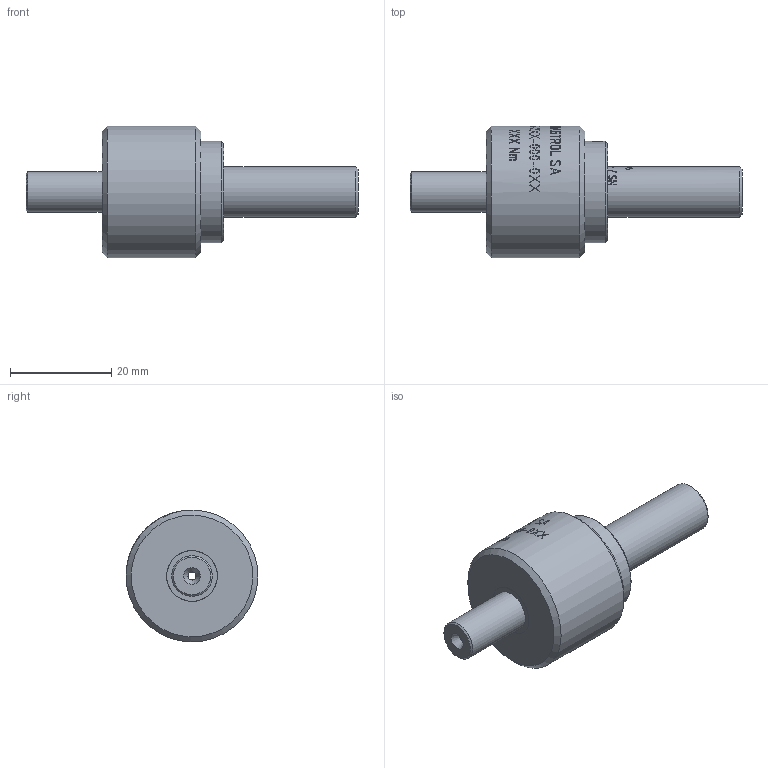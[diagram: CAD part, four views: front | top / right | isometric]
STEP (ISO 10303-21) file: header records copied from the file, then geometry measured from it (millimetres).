
FILE_DESCRIPTION (( 'STEP AP214' ), '1' );
FILE_NAME ('125-206-000-011_EF.STEP', '2019-01-21T09:27:12', ( 'magtroladmin' ), ( 'Hewlett-Packard Company' ), 'SwSTEP 2.0', 'SolidWorks 2019', '' );
FILE_SCHEMA (( 'AUTOMOTIVE_DESIGN' ));
Length unit declared in the file: millimetre
Products named in the file (1): 125-206-000-011_EF
Bounding box: 65.5 x 26 x 26 mm (x, y, z)
Surface area: 5566.1 mm2 (no closed solid volume)
Topology: 0 solids, 24 shells, 145 faces, 1892 edges, 1756 vertices
Faces by surface type: cylinder 69, bspline 45, plane 24, cone 7
Full cylindrical faces by diameter (mm): 1.6 x2, 2.5 x1, 3 x1, 8 x1, 10 x3, 20 x1, 22 x1, 26 x1
Entity records: 28236 total; most frequent: CARTESIAN_POINT 17243, ORIENTED_EDGE 2029, EDGE_CURVE 1874, VERTEX_POINT 1756, B_SPLINE_CURVE_WITH_KNOTS 1568, DIRECTION 658, AXIS2_PLACEMENT_3D 251, EDGE_LOOP 230
